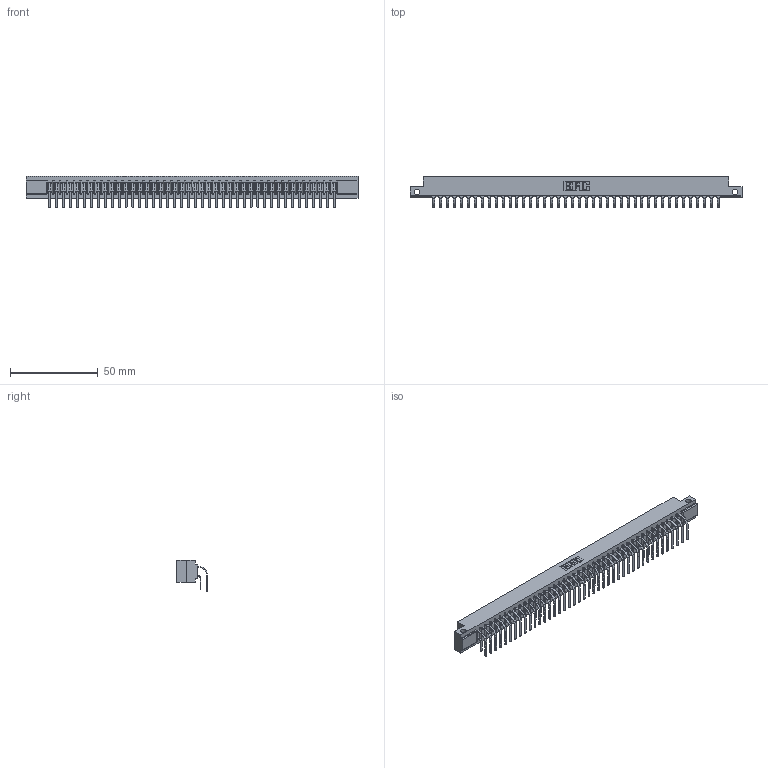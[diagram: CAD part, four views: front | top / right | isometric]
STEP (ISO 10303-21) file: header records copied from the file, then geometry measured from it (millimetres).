
FILE_DESCRIPTION (( 'STEP AP203' ), '1' );
FILE_NAME ('357-084-459-212.STEP', '2022-07-07T20:25:35', ( '' ), ( '' ), 'SwSTEP 2.0', 'SolidWorks 2020', '' );
FILE_SCHEMA (( 'CONFIG_CONTROL_DESIGN' ));
Length unit declared in the file: inch
Products named in the file (4): 307 Part_.128 Dia Side Mounting Holes; 307-290-001_558 559 - 1 (Single); 357-084-459-212; 307-290-001_559 - 2 (Single)
Assembly tree (85 placements, depth 2):
  357-084-459-212
    307 Part_.128 Dia Side Mounting Holes
    307-290-001_558 559 - 1 (Single)  x42
    307-290-001_559 - 2 (Single)  x42
Bounding box: 189.43 x 17.51 x 18.07 mm (x, y, z)
Volume: 20317.8 mm3; surface area: 26645.4 mm2
Topology: 85 solids, 85 shells, 4361 faces, 12251 edges, 7938 vertices
Faces by surface type: plane 2842, cylinder 1433, sphere 86
Entity records: 38799 total; most frequent: CARTESIAN_POINT 6348, ORIENTED_EDGE 6290, DIRECTION 6217, EDGE_CURVE 3145, LINE 2411, VECTOR 2411, VERTEX_POINT 2034, AXIS2_PLACEMENT_3D 1903
